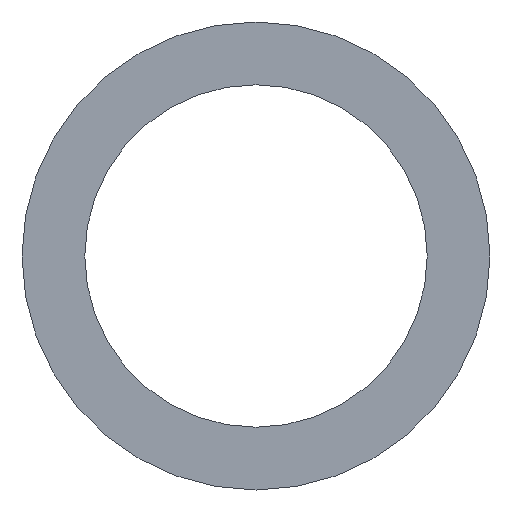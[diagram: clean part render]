
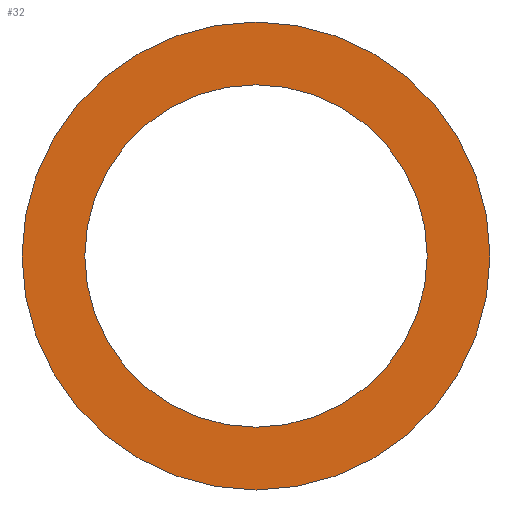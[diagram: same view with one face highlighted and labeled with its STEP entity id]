
A CAD part, front view. The second image highlights one B-rep face of the part: STEP entity #32.
In plain terms, the highlighted planar face has unit normal (0, -1, 0).
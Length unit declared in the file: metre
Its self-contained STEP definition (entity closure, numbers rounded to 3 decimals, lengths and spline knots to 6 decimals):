
#32 = ADVANCED_FACE( 'NONE', ( #61, #62 ), #63, .T. );
#61 = FACE_OUTER_BOUND( '', #84, .T. );
#62 = FACE_BOUND( '', #85, .T. );
#63 = PLANE( '', #86 );
#84 = EDGE_LOOP( '', ( #105 ) );
#85 = EDGE_LOOP( '', ( #106 ) );
#86 = AXIS2_PLACEMENT_3D( '', #107, #108, #109 );
#105 = ORIENTED_EDGE( '', *, *, #122, .T. );
#106 = ORIENTED_EDGE( '', *, *, #117, .F. );
#107 = CARTESIAN_POINT( '', ( 0.00655, 0., 0. ) );
#108 = DIRECTION( '', ( 0., -1., 0. ) );
#109 = DIRECTION( '', ( 0., 0., -1. ) );
#117 = EDGE_CURVE( 'NONE', #125, #125, #126, .T. );
#122 = EDGE_CURVE( 'NONE', #133, #133, #134, .T. );
#125 = VERTEX_POINT( '', #137 );
#126 = CIRCLE( '', #138, 0.00655 );
#133 = VERTEX_POINT( '', #145 );
#134 = CIRCLE( '', #146, 0.00895 );
#137 = CARTESIAN_POINT( '', ( 0., 0., -0.00655 ) );
#138 = AXIS2_PLACEMENT_3D( '', #148, #149, #150 );
#145 = CARTESIAN_POINT( '', ( 0., 0., -0.00895 ) );
#146 = AXIS2_PLACEMENT_3D( '', #157, #158, #159 );
#148 = CARTESIAN_POINT( '', ( 0., 0., 0. ) );
#149 = DIRECTION( '', ( 0., -1., 0. ) );
#150 = DIRECTION( '', ( 0., 0., -1. ) );
#157 = CARTESIAN_POINT( '', ( 0., 0., 0. ) );
#158 = DIRECTION( '', ( 0., -1., 0. ) );
#159 = DIRECTION( '', ( 0., 0., -1. ) );
